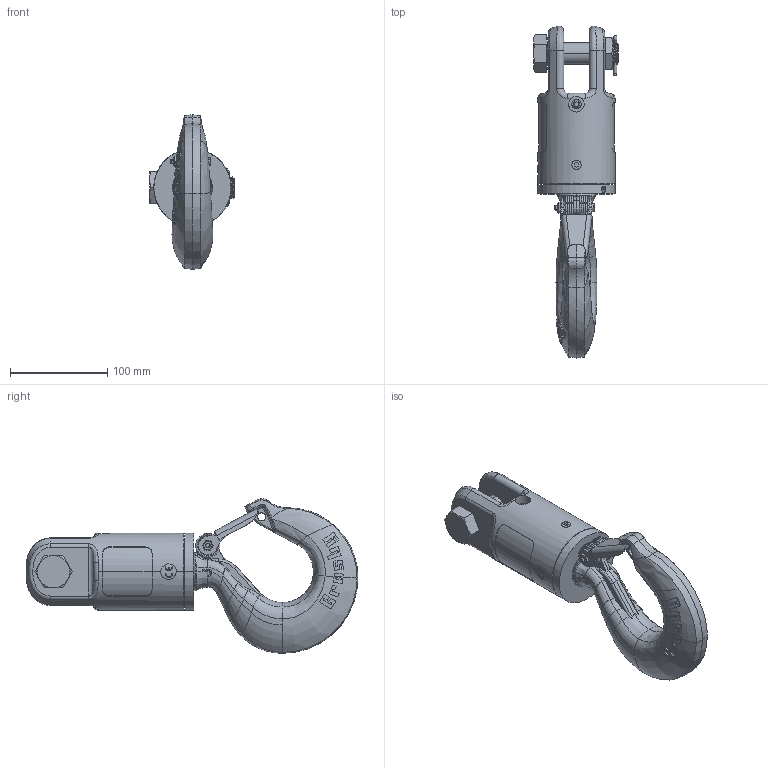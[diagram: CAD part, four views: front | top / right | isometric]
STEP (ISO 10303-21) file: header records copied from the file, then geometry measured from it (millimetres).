
FILE_DESCRIPTION((''),'2;1');
FILE_NAME('CROSBY_05-S-1_0297217','2007-07-24T',('ADoughty'),('The Crosby Group, Inc.'),'PRO/ENGINEER BY PARAMETRIC TECHNOLOGY CORPORATION, 2006080','PRO/ENGINEER BY PARAMETRIC TECHNOLOGY CORPORATION, 2006080','');
FILE_SCHEMA(('CONFIG_CONTROL_DESIGN'));
Products named in the file (1): CROSBY_05-S-1_0297217
Bounding box: 87.33 x 341.9 x 159.21 mm (x, y, z)
Volume: 945459.9 mm3; surface area: 158551 mm2
Topology: 3 solids, 3 shells, 764 faces, 1983 edges, 1229 vertices
Faces by surface type: plane 234, bspline 216, cylinder 161, torus 67, cone 47, extrusion 37, sphere 2
Entity records: 50169 total; most frequent: CARTESIAN_POINT 33498, ORIENTED_EDGE 3958, DIRECTION 2668, EDGE_CURVE 1979, VERTEX_POINT 1229, AXIS2_PLACEMENT_3D 997, B_SPLINE_CURVE_WITH_KNOTS 893, EDGE_LOOP 808
